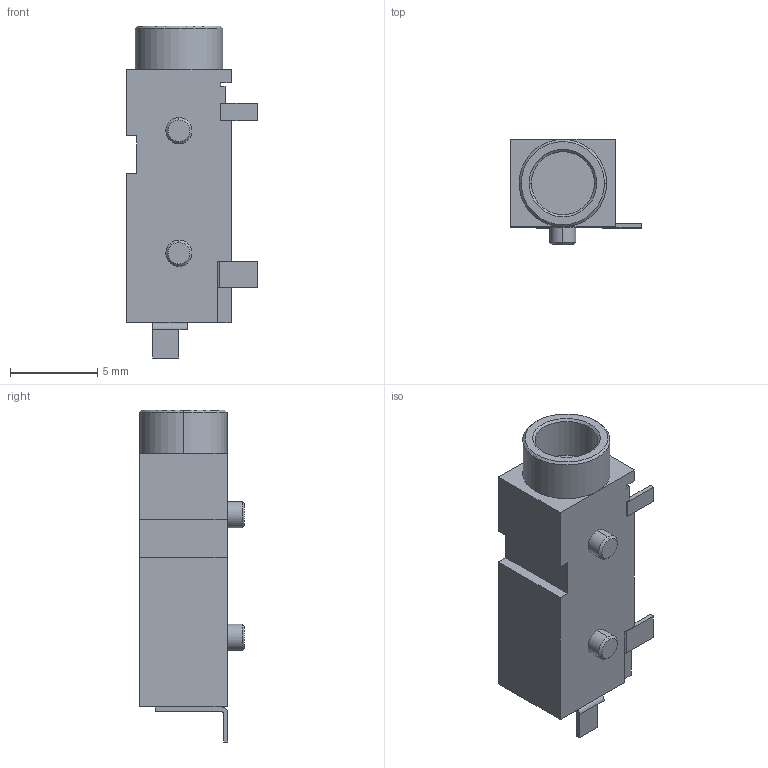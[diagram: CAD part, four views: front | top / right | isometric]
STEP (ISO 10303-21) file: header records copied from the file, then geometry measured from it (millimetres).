
FILE_DESCRIPTION (( 'STEP AP214' ), '1' );
FILE_NAME ('35RASMTAHNTRX.STEP', '2011-02-09T17:29:03', ( ' ' ), ( ' ' ), 'SwSTEP 2.0', 'SolidWorks 2008', '' );
FILE_SCHEMA (( 'AUTOMOTIVE_DESIGN' ));
Length unit declared in the file: inch
Products named in the file (1): 35RASMTAHNTRX
Bounding box: 7.49 x 5.99 x 19 mm (x, y, z)
Volume: 453.9 mm3; surface area: 484.8 mm2
Topology: 1 solids, 1 shells, 68 faces, 171 edges, 109 vertices
Faces by surface type: plane 49, cylinder 11, cone 8
Entity records: 2034 total; most frequent: CARTESIAN_POINT 349, ORIENTED_EDGE 342, DIRECTION 341, EDGE_CURVE 171, VECTOR 139, LINE 139, VERTEX_POINT 109, AXIS2_PLACEMENT_3D 101
